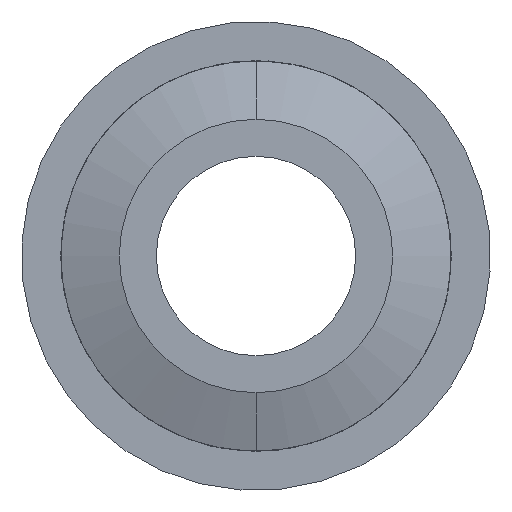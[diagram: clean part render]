
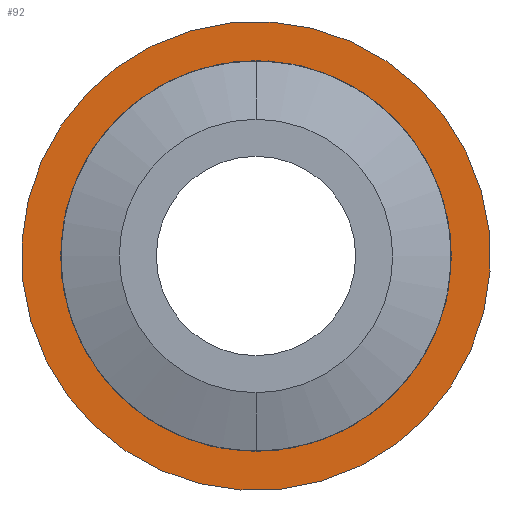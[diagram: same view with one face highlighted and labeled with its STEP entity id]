
A CAD part, front view. The second image highlights one B-rep face of the part: STEP entity #92.
In plain terms, the highlighted planar face has unit normal (0, -1, 0).
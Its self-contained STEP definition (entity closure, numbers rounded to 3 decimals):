
#24 = EDGE_CURVE ( 'NONE', #428, #414, #746, .T. ) ;
#29 = EDGE_CURVE ( 'NONE', #423, #420, #739, .T. ) ;
#37 = EDGE_CURVE ( 'NONE', #420, #423, #721, .T. ) ;
#38 = EDGE_CURVE ( 'NONE', #414, #428, #723, .T. ) ;
#92 = ADVANCED_FACE ( 'NONE', ( #452, #462 ), #616, .F. ) ;
#206 = CARTESIAN_POINT ( 'NONE',  ( 0., -3., -5. ) ) ;
#209 = CARTESIAN_POINT ( 'NONE',  ( 0., -3., 5. ) ) ;
#214 = CARTESIAN_POINT ( 'NONE',  ( 0., -3., 6. ) ) ;
#217 = CARTESIAN_POINT ( 'NONE',  ( 0., -3., -6. ) ) ;
#414 = VERTEX_POINT ( 'NONE', #209 ) ;
#420 = VERTEX_POINT ( 'NONE', #217 ) ;
#423 = VERTEX_POINT ( 'NONE', #214 ) ;
#428 = VERTEX_POINT ( 'NONE', #206 ) ;
#451 = ORIENTED_EDGE ( 'NONE', *, *, #24, .F. ) ;
#452 = FACE_BOUND ( 'NONE', #753, .T. ) ;
#462 = FACE_OUTER_BOUND ( 'NONE', #762, .T. ) ;
#615 = DIRECTION ( 'NONE',  ( 0., 1., 0. ) ) ;
#616 = PLANE ( 'NONE',  #635 ) ;
#617 = CARTESIAN_POINT ( 'NONE',  ( -5., -3., 0. ) ) ;
#621 = DIRECTION ( 'NONE',  ( 0., 0., 1. ) ) ;
#635 = AXIS2_PLACEMENT_3D ( 'NONE', #617, #615, #621 ) ;
#715 = AXIS2_PLACEMENT_3D ( 'NONE', #929, #928, #930 ) ;
#718 = AXIS2_PLACEMENT_3D ( 'NONE', #926, #923, #925 ) ;
#721 = CIRCLE ( 'NONE', #718, 6. ) ;
#723 = CIRCLE ( 'NONE', #715, 5. ) ;
#738 = AXIS2_PLACEMENT_3D ( 'NONE', #965, #964, #950 ) ;
#739 = CIRCLE ( 'NONE', #738, 6. ) ;
#744 = AXIS2_PLACEMENT_3D ( 'NONE', #948, #963, #954 ) ;
#746 = CIRCLE ( 'NONE', #744, 5. ) ;
#753 = EDGE_LOOP ( 'NONE', ( #451, #971 ) ) ;
#762 = EDGE_LOOP ( 'NONE', ( #973, #976 ) ) ;
#923 = DIRECTION ( 'NONE',  ( 0., -1., 0. ) ) ;
#925 = DIRECTION ( 'NONE',  ( 0., 0., -1. ) ) ;
#926 = CARTESIAN_POINT ( 'NONE',  ( 0., -3., 0. ) ) ;
#928 = DIRECTION ( 'NONE',  ( 0., -1., 0. ) ) ;
#929 = CARTESIAN_POINT ( 'NONE',  ( 0., -3., 0. ) ) ;
#930 = DIRECTION ( 'NONE',  ( 0., 0., -1. ) ) ;
#948 = CARTESIAN_POINT ( 'NONE',  ( 0., -3., 0. ) ) ;
#950 = DIRECTION ( 'NONE',  ( 0., 0., -1. ) ) ;
#954 = DIRECTION ( 'NONE',  ( 0., 0., -1. ) ) ;
#963 = DIRECTION ( 'NONE',  ( 0., -1., 0. ) ) ;
#964 = DIRECTION ( 'NONE',  ( 0., -1., 0. ) ) ;
#965 = CARTESIAN_POINT ( 'NONE',  ( 0., -3., 0. ) ) ;
#971 = ORIENTED_EDGE ( 'NONE', *, *, #38, .F. ) ;
#973 = ORIENTED_EDGE ( 'NONE', *, *, #37, .T. ) ;
#976 = ORIENTED_EDGE ( 'NONE', *, *, #29, .T. ) ;
